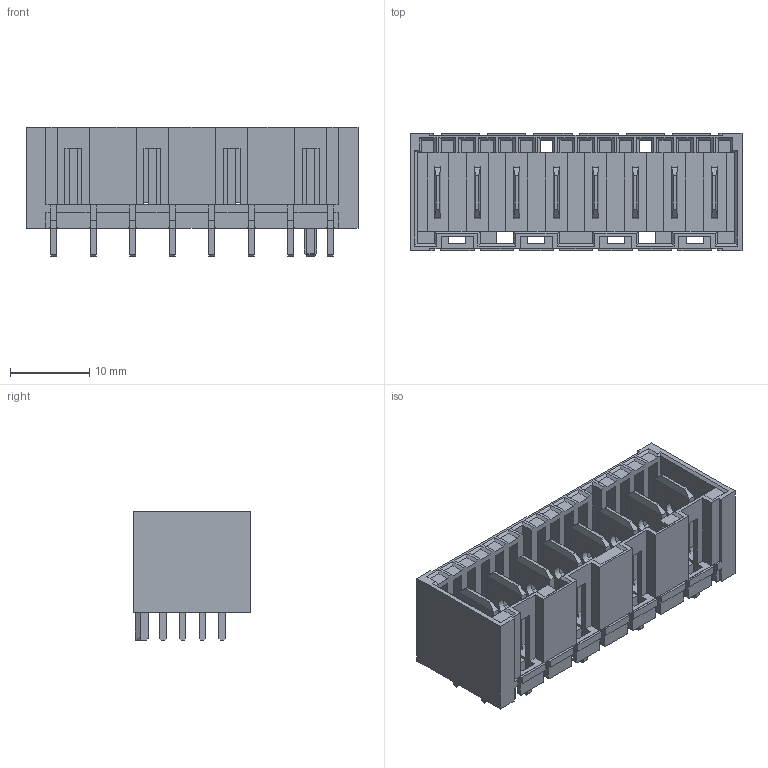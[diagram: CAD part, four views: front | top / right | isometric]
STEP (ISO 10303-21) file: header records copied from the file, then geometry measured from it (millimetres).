
FILE_DESCRIPTION(/* description */ ('Unknown'),/* implementation_level */ '2;1');
FILE_NAME(/* name */ '637101110108',/* time_stamp */ '2023-09-20T16:00:33+02:00',/* author */ ('Unknown'),/* organization */ ('Unknown'),/* preprocessor_version */ 'ST-DEVELOPER v18.102',/* originating_system */ 'Solid Edge',/* authorisation */ 'Unknown');
FILE_SCHEMA (('INTEGRATED_CNC_SCHEMA','MODEL_BASED_INTEGRATED_MANUFACTURING_SCHEMA','AUTOMOTIVE_DESIGN {1 0 10303 214 3 1 1}'));
Length unit declared in the file: millimetre
Products named in the file (3): 63710111xxxx; 637101110108; 63710111xxxx_Blade
Assembly tree (9 placements, depth 2):
  63710111xxxx
    637101110108
    63710111xxxx_Blade  x8
Bounding box: 42 x 14.9 x 16.4 mm (x, y, z)
Volume: 2540.5 mm3; surface area: 7024.4 mm2
Topology: 9 solids, 9 shells, 995 faces, 2915 edges, 1895 vertices
Faces by surface type: plane 923, cylinder 72
Full cylindrical faces by diameter (mm): 2 x8
Entity records: 22853 total; most frequent: ORIENTED_EDGE 4106, CARTESIAN_POINT 4078, DIRECTION 3537, EDGE_CURVE 2053, LINE 1977, VECTOR 1977, VERTEX_POINT 1321, AXIS2_PLACEMENT_3D 780
